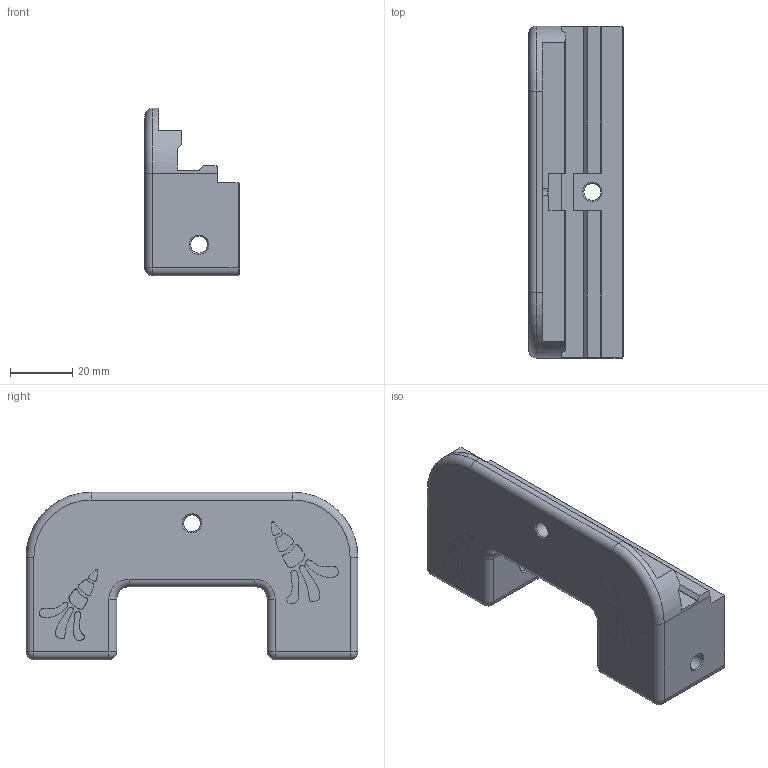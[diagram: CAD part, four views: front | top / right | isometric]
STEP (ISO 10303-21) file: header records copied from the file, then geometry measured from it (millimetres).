
FILE_DESCRIPTION(/* description */ (''),/* implementation_level */ '2;1');
FILE_NAME(/* name */ 'ERCF_carrot_bed v10.step',/* time_stamp */ '2024-02-21T11:40:29Z',/* author */ (''),/* organization */ (''),/* preprocessor_version */ 'ST-DEVELOPER v20',/* originating_system */ 'Autodesk Translation Framework v12.20.1.177',/* authorisation */ '');
FILE_SCHEMA (('AUTOMOTIVE_DESIGN { 1 0 10303 214 3 1 1 }'));
Length unit declared in the file: millimetre
Products named in the file (1): ERCF_carrot_bed
Bounding box: 30.5 x 107 x 54 mm (x, y, z)
Volume: 68834.6 mm3; surface area: 22278.1 mm2
Topology: 13 solids, 13 shells, 573 faces, 1551 edges, 1011 vertices
Faces by surface type: bspline 348, plane 181, cylinder 22, cone 14, torus 4, sphere 4
Full cylindrical faces by diameter (mm): 5.4 x6
Entity records: 18826 total; most frequent: CARTESIAN_POINT 7488, ORIENTED_EDGE 3102, EDGE_CURVE 1551, DIRECTION 1533, VERTEX_POINT 1011, LINE 769, VECTOR 769, EDGE_LOOP 592
